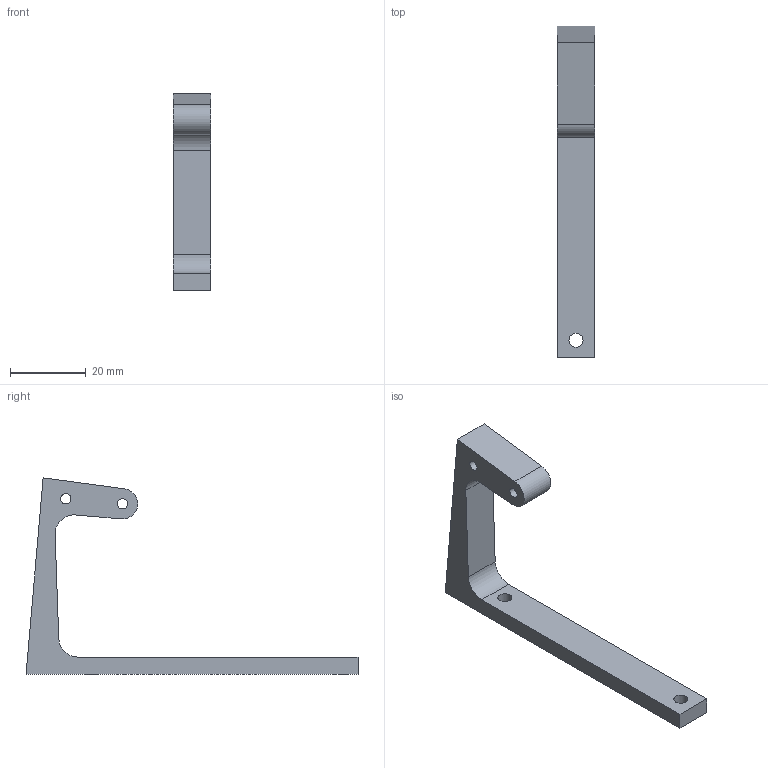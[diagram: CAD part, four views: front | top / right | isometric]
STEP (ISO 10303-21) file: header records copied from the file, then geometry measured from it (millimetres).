
FILE_DESCRIPTION(/* description */ ('Unknown'),/* implementation_level */ '2;1');
FILE_NAME(/* name */ 'Leg_01',/* time_stamp */ '2023-07-13T20:56:24+01:00',/* author */ ('Unknown'),/* organization */ ('Unknown'),/* preprocessor_version */ 'ST-DEVELOPER v18.102',/* originating_system */ 'Solid Edge',/* authorisation */ 'Unknown');
FILE_SCHEMA (('AUTOMOTIVE_DESIGN {1 0 10303 214 3 1 1}'));
Length unit declared in the file: millimetre
Products named in the file (1): Leg_01
Bounding box: 10 x 87.66 x 51.81 mm (x, y, z)
Volume: 8243.8 mm3; surface area: 4979.1 mm2
Topology: 1 solids, 1 shells, 16 faces, 42 edges, 28 vertices
Faces by surface type: plane 9, cylinder 7
Full cylindrical faces by diameter (mm): 2.7 x2, 3.7 x2
Entity records: 526 total; most frequent: DIRECTION 86, CARTESIAN_POINT 83, ORIENTED_EDGE 76, EDGE_CURVE 38, AXIS2_PLACEMENT_3D 31, VERTEX_POINT 28, EDGE_LOOP 28, FACE_BOUND 28
